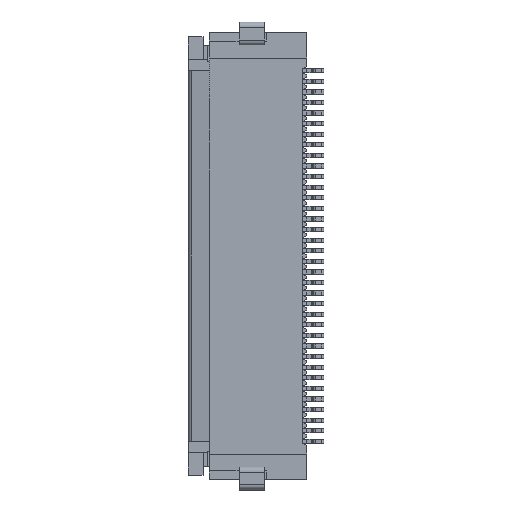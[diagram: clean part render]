
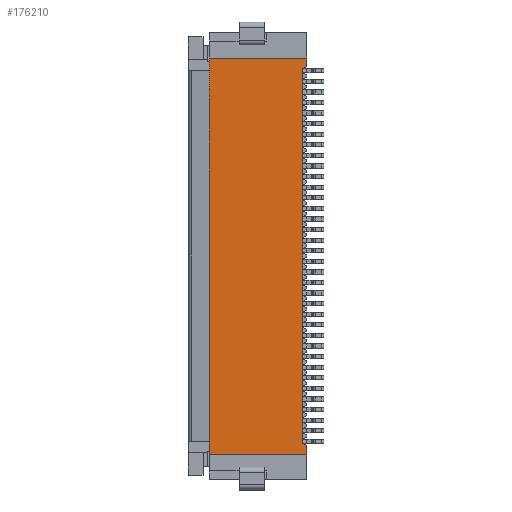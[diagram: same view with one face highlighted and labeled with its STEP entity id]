
A CAD part, left-side view. The second image highlights one B-rep face of the part: STEP entity #176210.
In plain terms, the highlighted planar face has unit normal (-1, 0, 0).
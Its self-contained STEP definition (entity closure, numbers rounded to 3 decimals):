
#20160=CARTESIAN_POINT('',(-2.015,-3.591,15.658));
#20170=VERTEX_POINT('',#20160);
#20200=CARTESIAN_POINT('',(-2.015,-3.591,17.105));
#20210=DIRECTION('',(0.,0.,-1.));
#20220=VECTOR('',#20210,1.);
#20230=LINE('',#20200,#20220);
#20240=CARTESIAN_POINT('',(-2.015,-3.591,16.058));
#20250=VERTEX_POINT('',#20240);
#20260=EDGE_CURVE('',#20250,#20170,#20230,.T.);
#30600=CARTESIAN_POINT('',(-2.015,-3.391,15.555));
#30610=VERTEX_POINT('',#30600);
#30640=CARTESIAN_POINT('',(-2.015,0.,13.817));
#30650=DIRECTION('',(0.,0.89,-0.456));
#30660=VECTOR('',#30650,1.);
#30670=LINE('',#30640,#30660);
#30680=EDGE_CURVE('',#20170,#30610,#30670,.T.);
#32960=CARTESIAN_POINT('',(-2.015,-3.591,-2.243))
;
#32970=VERTEX_POINT('',#32960);
#33000=CARTESIAN_POINT('',(-2.015,0.,-0.402));
#33010=DIRECTION('',(0.,-0.89,-0.456));
#33020=VECTOR('',#33010,1.);
#33030=LINE('',#33000,#33020);
#33040=CARTESIAN_POINT('',(-2.015,-3.391,-2.14));
#33050=VERTEX_POINT('',#33040);
#33060=EDGE_CURVE('',#33050,#32970,#33030,.T.);
#37300=CARTESIAN_POINT('',(-2.015,1.009,16.058));
#37310=DIRECTION('',(0.,-1.,0.));
#37320=VECTOR('',#37310,1.);
#37330=LINE('',#37300,#37320);
#37340=CARTESIAN_POINT('',(-2.015,1.009,16.058));
#37350=VERTEX_POINT('',#37340);
#37360=EDGE_CURVE('',#37350,#20250,#37330,.T.);
#60240=CARTESIAN_POINT('',(-2.015,-3.391,20.055));
#60250=DIRECTION('',(0.,0.,-1.));
#60260=VECTOR('',#60250,1.);
#60270=LINE('',#60240,#60260);
#60280=EDGE_CURVE('',#30610,#33050,#60270,.T.);
#175600=CARTESIAN_POINT('',(-2.015,1.009,16.325));
#175610=DIRECTION('',(0.,0.,1.));
#175620=VECTOR('',#175610,1.);
#175630=LINE('',#175600,#175620);
#175640=CARTESIAN_POINT('',(-2.015,1.009,-2.643))
;
#175650=VERTEX_POINT('',#175640);
#175660=EDGE_CURVE('',#175650,#37350,#175630,.T.);
#175840=CARTESIAN_POINT('',(-2.015,1.009,-2.643))
;
#175850=DIRECTION('',(0.,-1.,0.));
#175860=VECTOR('',#175850,1.);
#175870=LINE('',#175840,#175860);
#175880=CARTESIAN_POINT('',(-2.015,-3.591,-2.643)
);
#175890=VERTEX_POINT('',#175880);
#175900=EDGE_CURVE('',#175650,#175890,#175870,.T.);
#176010=CARTESIAN_POINT('',(-2.015,-3.341,24.055))
;
#176020=DIRECTION('',(-1.,0.,0.));
#176030=DIRECTION('',(0.,-1.,0.));
#176040=AXIS2_PLACEMENT_3D('',#176010,#176020,#176030);
#176050=PLANE('',#176040);
#176060=ORIENTED_EDGE('',*,*,#60280,.F.);
#176070=ORIENTED_EDGE('',*,*,#33060,.F.);
#176080=CARTESIAN_POINT('',(-2.015,-3.591,-3.69));
#176090=DIRECTION('',(0.,0.,1.));
#176100=VECTOR('',#176090,1.);
#176110=LINE('',#176080,#176100);
#176120=EDGE_CURVE('',#175890,#32970,#176110,.T.);
#176130=ORIENTED_EDGE('',*,*,#176120,.T.);
#176140=ORIENTED_EDGE('',*,*,#175900,.T.);
#176150=ORIENTED_EDGE('',*,*,#175660,.F.);
#176160=ORIENTED_EDGE('',*,*,#37360,.F.);
#176170=ORIENTED_EDGE('',*,*,#20260,.F.);
#176180=ORIENTED_EDGE('',*,*,#30680,.F.);
#176190=EDGE_LOOP('',(#176180,#176170,#176160,#176150,#176140,#176130,
#176070,#176060));
#176200=FACE_OUTER_BOUND('',#176190,.T.);
#176210=ADVANCED_FACE('',(#176200),#176050,.T.);
